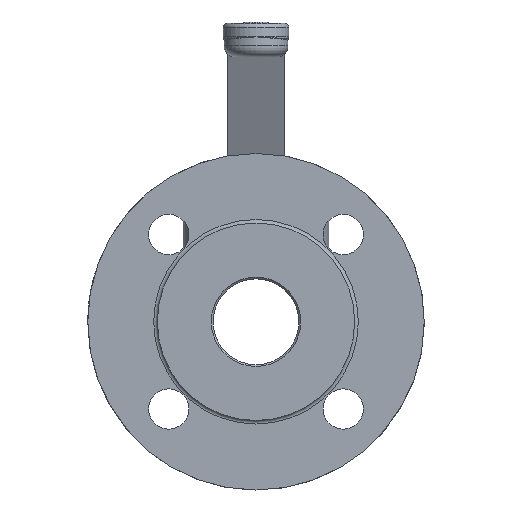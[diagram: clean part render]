
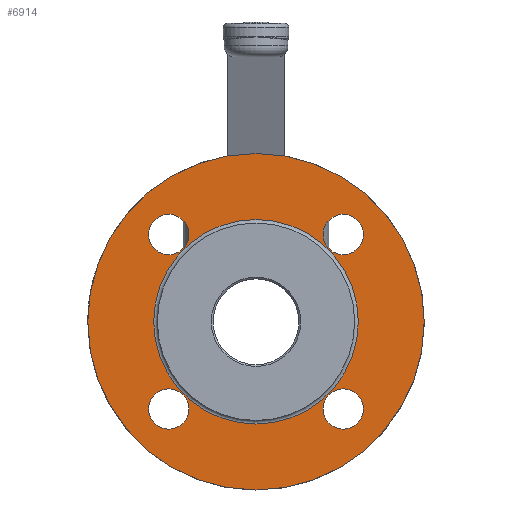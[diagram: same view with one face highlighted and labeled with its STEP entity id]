
A CAD part, left-side view. The second image highlights one B-rep face of the part: STEP entity #6914.
In plain terms, the highlighted planar face has unit normal (-1, 0, 0).
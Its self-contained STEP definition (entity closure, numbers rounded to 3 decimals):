
#867=FACE_BOUND('',#1551,.T.);
#868=FACE_BOUND('',#1552,.T.);
#869=FACE_BOUND('',#1553,.T.);
#870=FACE_BOUND('',#1554,.T.);
#871=FACE_BOUND('',#1555,.T.);
#1126=FACE_OUTER_BOUND('',#1550,.T.);
#1550=EDGE_LOOP('',(#5666));
#1551=EDGE_LOOP('',(#5667));
#1552=EDGE_LOOP('',(#5668));
#1553=EDGE_LOOP('',(#5669));
#1554=EDGE_LOOP('',(#5670));
#1555=EDGE_LOOP('',(#5671));
#1994=CIRCLE('',#7517,75.);
#1995=CIRCLE('',#7519,9.);
#1996=CIRCLE('',#7520,9.);
#1997=CIRCLE('',#7521,9.);
#1998=CIRCLE('',#7522,9.);
#1999=CIRCLE('',#7523,45.6);
#3412=VERTEX_POINT('',#11894);
#3413=VERTEX_POINT('',#11897);
#3414=VERTEX_POINT('',#11899);
#3415=VERTEX_POINT('',#11901);
#3416=VERTEX_POINT('',#11903);
#3417=VERTEX_POINT('',#11905);
#4227=EDGE_CURVE('',#3412,#3412,#1994,.T.);
#4228=EDGE_CURVE('',#3413,#3413,#1995,.T.);
#4229=EDGE_CURVE('',#3414,#3414,#1996,.T.);
#4230=EDGE_CURVE('',#3415,#3415,#1997,.T.);
#4231=EDGE_CURVE('',#3416,#3416,#1998,.T.);
#4232=EDGE_CURVE('',#3417,#3417,#1999,.T.);
#5666=ORIENTED_EDGE('',*,*,#4227,.T.);
#5667=ORIENTED_EDGE('',*,*,#4228,.T.);
#5668=ORIENTED_EDGE('',*,*,#4229,.T.);
#5669=ORIENTED_EDGE('',*,*,#4230,.T.);
#5670=ORIENTED_EDGE('',*,*,#4231,.T.);
#5671=ORIENTED_EDGE('',*,*,#4232,.F.);
#6620=PLANE('',#7518);
#6914=ADVANCED_FACE('',(#1126,#867,#868,#869,#870,#871),#6620,.T.);
#7517=AXIS2_PLACEMENT_3D('',#11895,#8934,#8935);
#7518=AXIS2_PLACEMENT_3D('',#11896,#8936,#8937);
#7519=AXIS2_PLACEMENT_3D('',#11898,#8938,#8939);
#7520=AXIS2_PLACEMENT_3D('',#11900,#8940,#8941);
#7521=AXIS2_PLACEMENT_3D('',#11902,#8942,#8943);
#7522=AXIS2_PLACEMENT_3D('',#11904,#8944,#8945);
#7523=AXIS2_PLACEMENT_3D('',#11906,#8946,#8947);
#8934=DIRECTION('center_axis',(-1.,0.,0.));
#8935=DIRECTION('ref_axis',(0.,-1.,0.));
#8936=DIRECTION('center_axis',(-1.,0.,0.));
#8937=DIRECTION('ref_axis',(0.,0.,1.));
#8938=DIRECTION('center_axis',(1.,0.,0.));
#8939=DIRECTION('ref_axis',(0.,-1.,0.));
#8940=DIRECTION('center_axis',(1.,0.,0.));
#8941=DIRECTION('ref_axis',(0.,0.,1.));
#8942=DIRECTION('center_axis',(1.,0.,0.));
#8943=DIRECTION('ref_axis',(0.,1.,0.));
#8944=DIRECTION('center_axis',(1.,0.,0.));
#8945=DIRECTION('ref_axis',(0.,0.,-1.));
#8946=DIRECTION('center_axis',(-1.,0.,0.));
#8947=DIRECTION('ref_axis',(0.,-1.,0.));
#11894=CARTESIAN_POINT('',(-95.,75.,0.));
#11895=CARTESIAN_POINT('Origin',(-95.,0.,0.));
#11896=CARTESIAN_POINT('Origin',(-95.,0.,0.));
#11897=CARTESIAN_POINT('',(-95.,47.891,-38.891));
#11898=CARTESIAN_POINT('Origin',(-95.,38.891,-38.891));
#11899=CARTESIAN_POINT('',(-95.,-38.891,-47.891));
#11900=CARTESIAN_POINT('Origin',(-95.,-38.891,-38.891));
#11901=CARTESIAN_POINT('',(-95.,-47.891,38.891));
#11902=CARTESIAN_POINT('Origin',(-95.,-38.891,38.891));
#11903=CARTESIAN_POINT('',(-95.,38.891,47.891));
#11904=CARTESIAN_POINT('Origin',(-95.,38.891,38.891));
#11905=CARTESIAN_POINT('',(-95.,45.6,0.));
#11906=CARTESIAN_POINT('Origin',(-95.,0.,0.));
